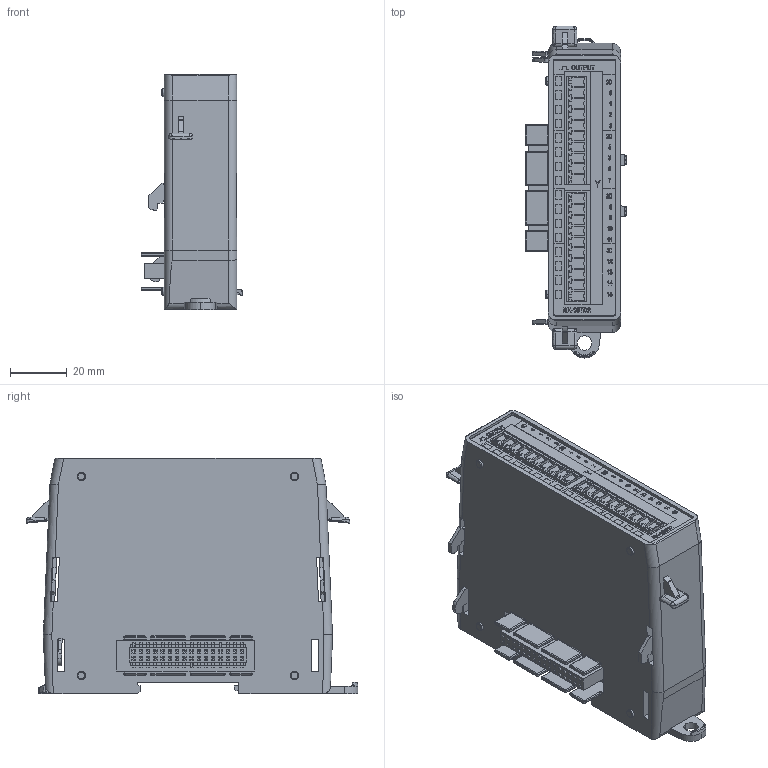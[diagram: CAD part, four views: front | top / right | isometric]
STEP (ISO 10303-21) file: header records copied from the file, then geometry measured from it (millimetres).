
FILE_DESCRIPTION (( 'STEP AP214' ), '1' );
FILE_NAME ('BX-16TD2.STEP', '2020-03-25T14:42:30', ( '' ), ( '' ), 'SwSTEP 2.0', 'SolidWorks 2017', '' );
FILE_SCHEMA (( 'AUTOMOTIVE_DESIGN' ));
Length unit declared in the file: inch
Products named in the file (1): BX-16TD2
Bounding box: 35.62 x 116.5 x 82.55 mm (x, y, z)
Volume: 189729.7 mm3; surface area: 46783.8 mm2
Topology: 12 solids, 21 shells, 4173 faces, 10978 edges, 7009 vertices
Faces by surface type: plane 2928, cylinder 663, bspline 452, torus 71, cone 35, sphere 24
Entity records: 206603 total; most frequent: CARTESIAN_POINT 53122, ORIENTED_EDGE 21928, DIRECTION 17825, EDGE_CURVE 10964, VECTOR 8523, LINE 8523, VERTEX_POINT 7007, AXIS2_PLACEMENT_3D 4651
